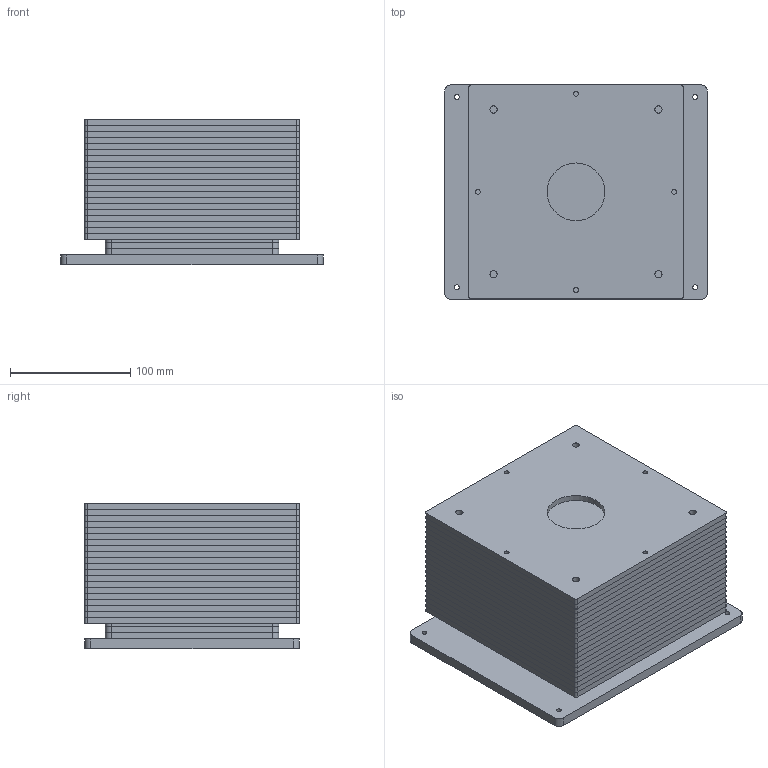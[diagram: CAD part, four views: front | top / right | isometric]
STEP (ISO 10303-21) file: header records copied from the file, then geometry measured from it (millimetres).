
FILE_DESCRIPTION(/* description */ (''),/* implementation_level */ '2;1');
FILE_NAME(/* name */ 'PureGeometry.stp',/* time_stamp */ '2022-08-19T12:43:46+02:00',/* author */ ('kaebi'),/* organization */ (''),/* preprocessor_version */ 'ST-DEVELOPER v18.1',/* originating_system */ 'Autodesk Inventor 2022',/* authorisation */ '');
FILE_SCHEMA (('AUTOMOTIVE_DESIGN { 1 0 10303 214 3 1 1 }'));
Length unit declared in the file: millimetre
Products named in the file (10): Waage; WaageBlechUnterseite; WaageBlechOberseite; WaagePlexiUnterseite; WaagePlexi; WaagePlexiOben1; WaagePlexiOben2; WaagePlexiOben3; WaagePlexiMittelsteuck; WaagePlexiTurm
Assembly tree (33 placements, depth 3):
  Waage
    WaageBlechUnterseite
    WaageBlechOberseite
    WaagePlexiUnterseite
    WaagePlexi
      WaagePlexiOben1
      WaagePlexiOben2
      WaagePlexiOben3
      WaagePlexiMittelsteuck  x17
    WaagePlexiTurm  x9
Bounding box: 218 x 178 x 120.5 mm (x, y, z)
Volume: 2454801.3 mm3; surface area: 1166958.9 mm2
Topology: 32 solids, 32 shells, 1010 faces, 2774 edges, 1828 vertices
Faces by surface type: plane 700, cylinder 310
Full cylindrical faces by diameter (mm): 4 x84, 4.917 x4, 6 x52, 9.75 x4, 25 x1, 48 x1
Entity records: 10702 total; most frequent: DIRECTION 1820, CARTESIAN_POINT 1767, ORIENTED_EDGE 1708, EDGE_CURVE 854, LINE 618, VECTOR 618, AXIS2_PLACEMENT_3D 601, VERTEX_POINT 548
